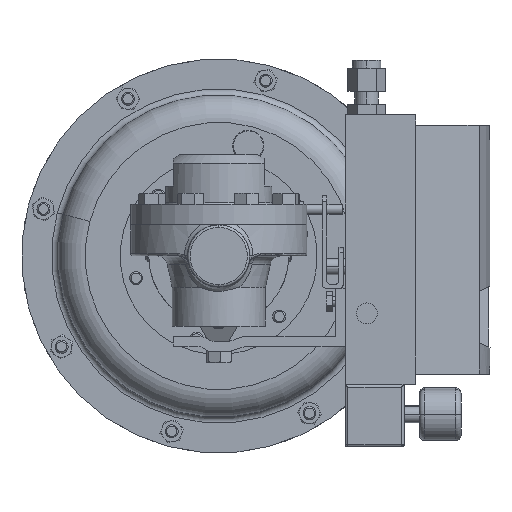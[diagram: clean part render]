
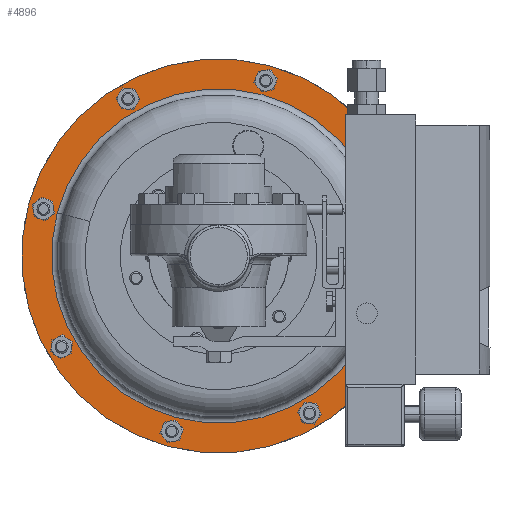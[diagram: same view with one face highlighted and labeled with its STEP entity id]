
A CAD part, front view. The second image highlights one B-rep face of the part: STEP entity #4896.
In plain terms, the highlighted planar face has unit normal (0, -1, 0).
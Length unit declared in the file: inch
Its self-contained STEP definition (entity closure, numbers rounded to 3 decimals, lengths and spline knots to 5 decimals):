
#208 = EDGE_CURVE ( 'NONE', #1528, #7697, #3510, .T. ) ;
#315 = VERTEX_POINT ( 'NONE', #21945 ) ;
#1528 = VERTEX_POINT ( 'NONE', #12333 ) ;
#3510 = CIRCLE ( 'NONE', #23485, 4.75 ) ;
#4415 = ORIENTED_EDGE ( 'NONE', *, *, #26694, .F. ) ;
#4445 = ORIENTED_EDGE ( 'NONE', *, *, #10085, .T. ) ;
#4452 = VERTEX_POINT ( 'NONE', #27135 ) ;
#4896 = ADVANCED_FACE ( 'NONE', ( #28471, #14877 ), #15104, .T. ) ;
#6897 = DIRECTION ( 'NONE',  ( -0.966, 0., 0.259 ) ) ;
#7697 = VERTEX_POINT ( 'NONE', #30458 ) ;
#7960 = DIRECTION ( 'NONE',  ( 0., 1., 0. ) ) ;
#8193 = CARTESIAN_POINT ( 'NONE',  ( 0., 7.7225, 0. ) ) ;
#8412 = CARTESIAN_POINT ( 'NONE',  ( 0., 7.7225, 0. ) ) ;
#8442 = DIRECTION ( 'NONE',  ( 0., 1., 0. ) ) ;
#8476 = DIRECTION ( 'NONE',  ( -0.966, 0., 0.259 ) ) ;
#9582 = CIRCLE ( 'NONE', #21795, 4.029 ) ;
#10085 = EDGE_CURVE ( 'NONE', #315, #4452, #9582, .T. ) ;
#10299 = ORIENTED_EDGE ( 'NONE', *, *, #208, .F. ) ;
#10543 = DIRECTION ( 'NONE',  ( 0., 1., 0. ) ) ;
#12333 = CARTESIAN_POINT ( 'NONE',  ( 4.58815, 7.7225, -1.22939 ) ) ;
#12396 = DIRECTION ( 'NONE',  ( 0., 1., 0. ) ) ;
#12426 = CARTESIAN_POINT ( 'NONE',  ( 0., 7.7225, 0. ) ) ;
#12503 = DIRECTION ( 'NONE',  ( -0.966, 0., 0.259 ) ) ;
#12682 = CIRCLE ( 'NONE', #24580, 4.75 ) ;
#13698 = AXIS2_PLACEMENT_3D ( 'NONE', #14437, #15142, #15213 ) ;
#14437 = CARTESIAN_POINT ( 'NONE',  ( 1.22939, 7.7225, 4.58815 ) ) ;
#14877 = FACE_OUTER_BOUND ( 'NONE', #26710, .T. ) ;
#15104 = PLANE ( 'NONE',  #13698 ) ;
#15142 = DIRECTION ( 'NONE',  ( 0., -1., 0. ) ) ;
#15213 = DIRECTION ( 'NONE',  ( 0.966, 0., -0.259 ) ) ;
#15841 = ORIENTED_EDGE ( 'NONE', *, *, #20687, .T. ) ;
#19469 = CIRCLE ( 'NONE', #31510, 4.029 ) ;
#19642 = EDGE_LOOP ( 'NONE', ( #4445, #15841 ) ) ;
#20687 = EDGE_CURVE ( 'NONE', #4452, #315, #19469, .T. ) ;
#21795 = AXIS2_PLACEMENT_3D ( 'NONE', #12426, #12396, #12503 ) ;
#21945 = CARTESIAN_POINT ( 'NONE',  ( -3.89172, 7.7225, 1.04278 ) ) ;
#23485 = AXIS2_PLACEMENT_3D ( 'NONE', #8193, #7960, #6897 ) ;
#24580 = AXIS2_PLACEMENT_3D ( 'NONE', #25113, #10543, #27564 ) ;
#25113 = CARTESIAN_POINT ( 'NONE',  ( 0., 7.7225, 0. ) ) ;
#26694 = EDGE_CURVE ( 'NONE', #7697, #1528, #12682, .T. ) ;
#26710 = EDGE_LOOP ( 'NONE', ( #4415, #10299 ) ) ;
#27135 = CARTESIAN_POINT ( 'NONE',  ( 3.89172, 7.7225, -1.04278 ) ) ;
#27564 = DIRECTION ( 'NONE',  ( -0.966, 0., 0.259 ) ) ;
#28471 = FACE_BOUND ( 'NONE', #19642, .T. ) ;
#30458 = CARTESIAN_POINT ( 'NONE',  ( -4.58815, 7.7225, 1.22939 ) ) ;
#31510 = AXIS2_PLACEMENT_3D ( 'NONE', #8412, #8442, #8476 ) ;
